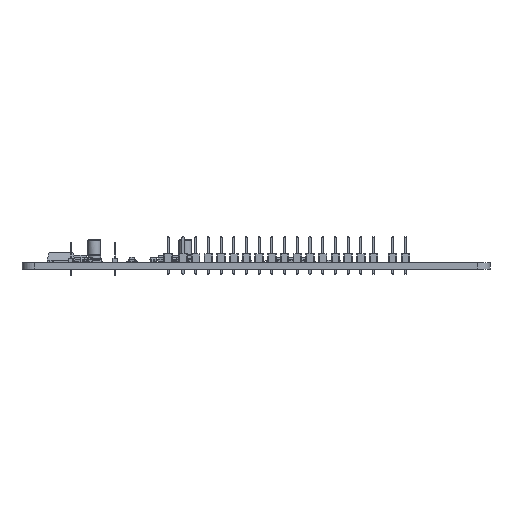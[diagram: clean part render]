
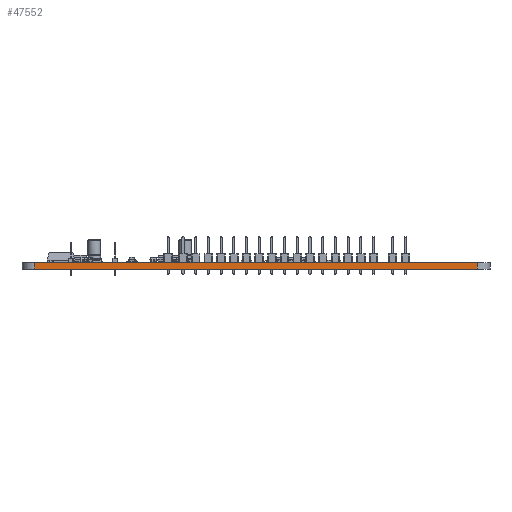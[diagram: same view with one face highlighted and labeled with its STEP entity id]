
A CAD part, left-side view. The second image highlights one B-rep face of the part: STEP entity #47552.
In plain terms, the highlighted planar face has unit normal (-1, 0, 0).
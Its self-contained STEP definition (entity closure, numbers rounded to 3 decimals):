
#46519 = VERTEX_POINT('',#46520);
#46520 = CARTESIAN_POINT('',(67.5,-81.,0.));
#46527 = EDGE_CURVE('',#46528,#46519,#46530,.T.);
#46528 = VERTEX_POINT('',#46529);
#46529 = CARTESIAN_POINT('',(67.5,-185.5,0.));
#46530 = LINE('',#46531,#46532);
#46531 = CARTESIAN_POINT('',(67.5,-185.5,0.));
#46532 = VECTOR('',#46533,1.);
#46533 = DIRECTION('',(0.,1.,0.));
#47022 = VERTEX_POINT('',#47023);
#47023 = CARTESIAN_POINT('',(67.5,-81.,1.51));
#47030 = EDGE_CURVE('',#47031,#47022,#47033,.T.);
#47031 = VERTEX_POINT('',#47032);
#47032 = CARTESIAN_POINT('',(67.5,-185.5,1.51));
#47033 = LINE('',#47034,#47035);
#47034 = CARTESIAN_POINT('',(67.5,-185.5,1.51));
#47035 = VECTOR('',#47036,1.);
#47036 = DIRECTION('',(0.,1.,0.));
#47522 = EDGE_CURVE('',#46519,#47022,#47523,.T.);
#47523 = LINE('',#47524,#47525);
#47524 = CARTESIAN_POINT('',(67.5,-81.,0.));
#47525 = VECTOR('',#47526,1.);
#47526 = DIRECTION('',(0.,0.,1.));
#47552 = ADVANCED_FACE('',(#47553),#47564,.T.);
#47553 = FACE_BOUND('',#47554,.T.);
#47554 = EDGE_LOOP('',(#47555,#47561,#47562,#47563));
#47555 = ORIENTED_EDGE('',*,*,#47556,.T.);
#47556 = EDGE_CURVE('',#46528,#47031,#47557,.T.);
#47557 = LINE('',#47558,#47559);
#47558 = CARTESIAN_POINT('',(67.5,-185.5,0.));
#47559 = VECTOR('',#47560,1.);
#47560 = DIRECTION('',(0.,0.,1.));
#47561 = ORIENTED_EDGE('',*,*,#47030,.T.);
#47562 = ORIENTED_EDGE('',*,*,#47522,.F.);
#47563 = ORIENTED_EDGE('',*,*,#46527,.F.);
#47564 = PLANE('',#47565);
#47565 = AXIS2_PLACEMENT_3D('',#47566,#47567,#47568);
#47566 = CARTESIAN_POINT('',(67.5,-185.5,0.));
#47567 = DIRECTION('',(-1.,0.,0.));
#47568 = DIRECTION('',(0.,1.,0.));
